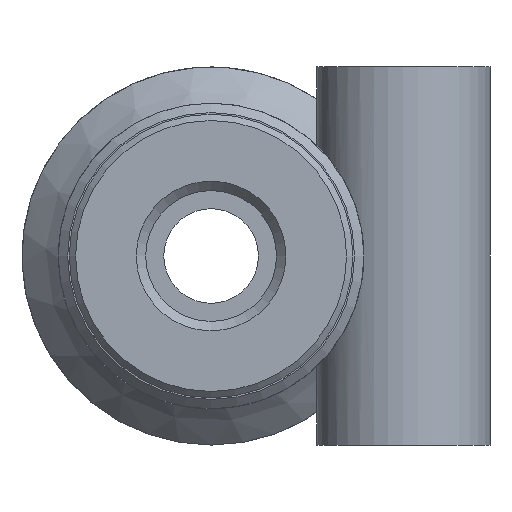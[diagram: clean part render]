
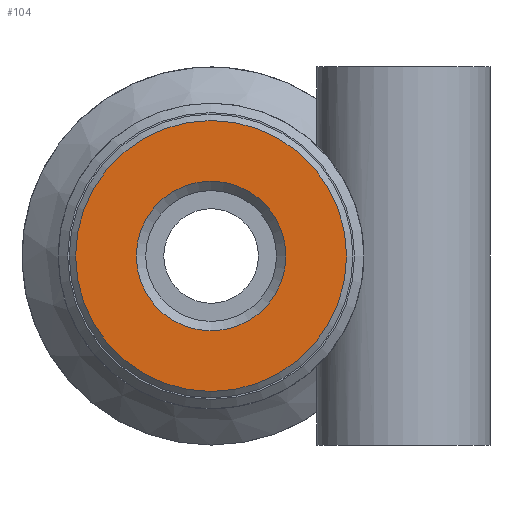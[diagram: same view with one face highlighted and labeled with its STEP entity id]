
A CAD part, front view. The second image highlights one B-rep face of the part: STEP entity #104.
In plain terms, the highlighted planar face has unit normal (0, -1, 0).
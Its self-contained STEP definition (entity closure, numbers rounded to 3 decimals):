
#104 = ADVANCED_FACE( 'NONE', ( #194, #195 ), #196, .F. );
#194 = FACE_OUTER_BOUND( '', #289, .T. );
#195 = FACE_BOUND( '', #290, .T. );
#196 = PLANE( '', #291 );
#289 = EDGE_LOOP( '', ( #459 ) );
#290 = EDGE_LOOP( '', ( #460 ) );
#291 = AXIS2_PLACEMENT_3D( '', #461, #462, #463 );
#459 = ORIENTED_EDGE( '', *, *, #512, .F. );
#460 = ORIENTED_EDGE( '', *, *, #513, .T. );
#461 = CARTESIAN_POINT( '', ( 4.3, -15.65, 0. ) );
#462 = DIRECTION( '', ( 0., 1., 0. ) );
#463 = DIRECTION( '', ( 1., 0., 0. ) );
#512 = EDGE_CURVE( 'NONE', #587, #587, #588, .T. );
#513 = EDGE_CURVE( 'NONE', #589, #589, #590, .T. );
#587 = VERTEX_POINT( '', #767 );
#588 = CIRCLE( '', #768, 4.3 );
#589 = VERTEX_POINT( '', #769 );
#590 = CIRCLE( '', #770, 2.375 );
#767 = CARTESIAN_POINT( '', ( 0., -15.65, -4.3 ) );
#768 = AXIS2_PLACEMENT_3D( '', #861, #862, #863 );
#769 = CARTESIAN_POINT( '', ( 0., -15.65, -2.375 ) );
#770 = AXIS2_PLACEMENT_3D( '', #864, #865, #866 );
#861 = CARTESIAN_POINT( '', ( 0., -15.65, 0. ) );
#862 = DIRECTION( '', ( 0., 1., 0. ) );
#863 = DIRECTION( '', ( 0., 0., -1. ) );
#864 = CARTESIAN_POINT( '', ( 0., -15.65, 0. ) );
#865 = DIRECTION( '', ( 0., 1., 0. ) );
#866 = DIRECTION( '', ( 0., 0., -1. ) );
